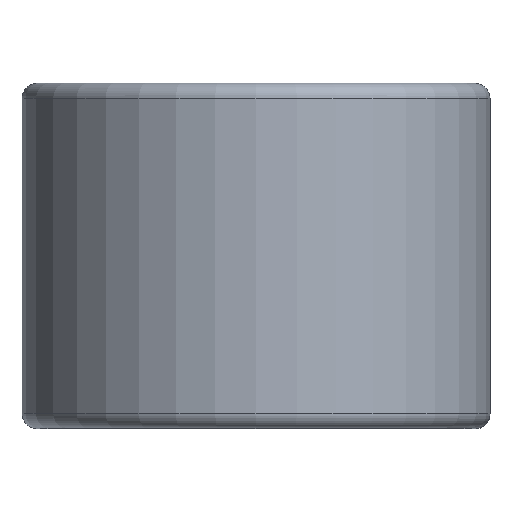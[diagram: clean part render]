
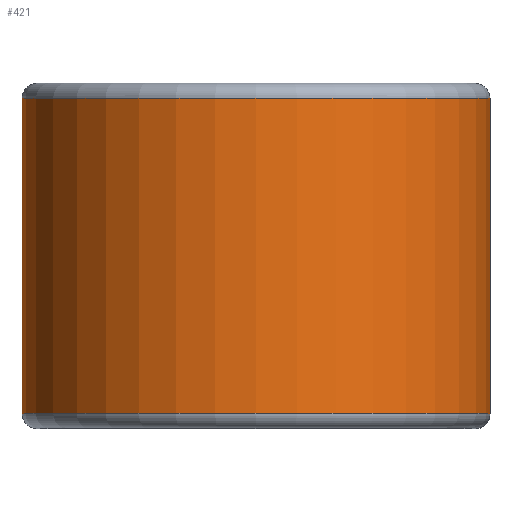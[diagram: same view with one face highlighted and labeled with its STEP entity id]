
A CAD part, top view. The second image highlights one B-rep face of the part: STEP entity #421.
In plain terms, the highlighted cylindrical face has radius 11.836 mm (diameter 23.673 mm), a partial arc.
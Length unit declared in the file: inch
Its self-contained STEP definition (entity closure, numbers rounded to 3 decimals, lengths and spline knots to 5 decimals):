
#26 = CARTESIAN_POINT ( 'NONE',  ( 0.466, -0.31375, 0. ) ) ;
#46 = CYLINDRICAL_SURFACE ( 'NONE', #1025, 0.466 ) ;
#57 = CARTESIAN_POINT ( 'NONE',  ( 0.466, 0.31375, 0. ) ) ;
#184 = CARTESIAN_POINT ( 'NONE',  ( 0., -0.31375, 0. ) ) ;
#217 = ORIENTED_EDGE ( 'NONE', *, *, #887, .T. ) ;
#220 = ORIENTED_EDGE ( 'NONE', *, *, #305, .F. ) ;
#282 = ORIENTED_EDGE ( 'NONE', *, *, #1249, .F. ) ;
#292 = CARTESIAN_POINT ( 'NONE',  ( 0., 0.3125, 0. ) ) ;
#305 = EDGE_CURVE ( 'NONE', #899, #1119, #2359, .T. ) ;
#336 = CIRCLE ( 'NONE', #1901, 0.466 ) ;
#344 = CARTESIAN_POINT ( 'NONE',  ( 0., 0.31375, -0.466 ) ) ;
#370 = DIRECTION ( 'NONE',  ( 0., 0., -1. ) ) ;
#381 = VECTOR ( 'NONE', #605, 39.37008 ) ;
#406 = CARTESIAN_POINT ( 'NONE',  ( 0.466, 0.31375, 0. ) ) ;
#421 = ADVANCED_FACE ( 'NONE', ( #2134 ), #46, .T. ) ;
#490 = AXIS2_PLACEMENT_3D ( 'NONE', #838, #2114, #1013 ) ;
#605 = DIRECTION ( 'NONE',  ( 0., 1., 0. ) ) ;
#632 = VERTEX_POINT ( 'NONE', #26 ) ;
#655 = VECTOR ( 'NONE', #772, 39.37008 ) ;
#695 = ORIENTED_EDGE ( 'NONE', *, *, #752, .T. ) ;
#752 = EDGE_CURVE ( 'NONE', #1879, #1119, #1904, .T. ) ;
#772 = DIRECTION ( 'NONE',  ( 0., 1., 0. ) ) ;
#838 = CARTESIAN_POINT ( 'NONE',  ( 0., 0.31375, 0. ) ) ;
#887 = EDGE_CURVE ( 'NONE', #632, #1879, #1436, .T. ) ;
#892 = DIRECTION ( 'NONE',  ( 0., 0., -1. ) ) ;
#899 = VERTEX_POINT ( 'NONE', #1336 ) ;
#1013 = DIRECTION ( 'NONE',  ( 0., 0., -1. ) ) ;
#1025 = AXIS2_PLACEMENT_3D ( 'NONE', #292, #1423, #892 ) ;
#1119 = VERTEX_POINT ( 'NONE', #2330 ) ;
#1249 = EDGE_CURVE ( 'NONE', #632, #899, #336, .T. ) ;
#1336 = CARTESIAN_POINT ( 'NONE',  ( 0., -0.31375, -0.466 ) ) ;
#1423 = DIRECTION ( 'NONE',  ( 0., -1., 0. ) ) ;
#1436 = LINE ( 'NONE', #406, #381 ) ;
#1484 = DIRECTION ( 'NONE',  ( 0., -1., 0. ) ) ;
#1879 = VERTEX_POINT ( 'NONE', #57 ) ;
#1901 = AXIS2_PLACEMENT_3D ( 'NONE', #184, #1484, #370 ) ;
#1904 = CIRCLE ( 'NONE', #490, 0.466 ) ;
#2114 = DIRECTION ( 'NONE',  ( 0., -1., 0. ) ) ;
#2134 = FACE_OUTER_BOUND ( 'NONE', #2206, .T. ) ;
#2206 = EDGE_LOOP ( 'NONE', ( #217, #695, #220, #282 ) ) ;
#2330 = CARTESIAN_POINT ( 'NONE',  ( 0., 0.31375, -0.466 ) ) ;
#2359 = LINE ( 'NONE', #344, #655 ) ;
